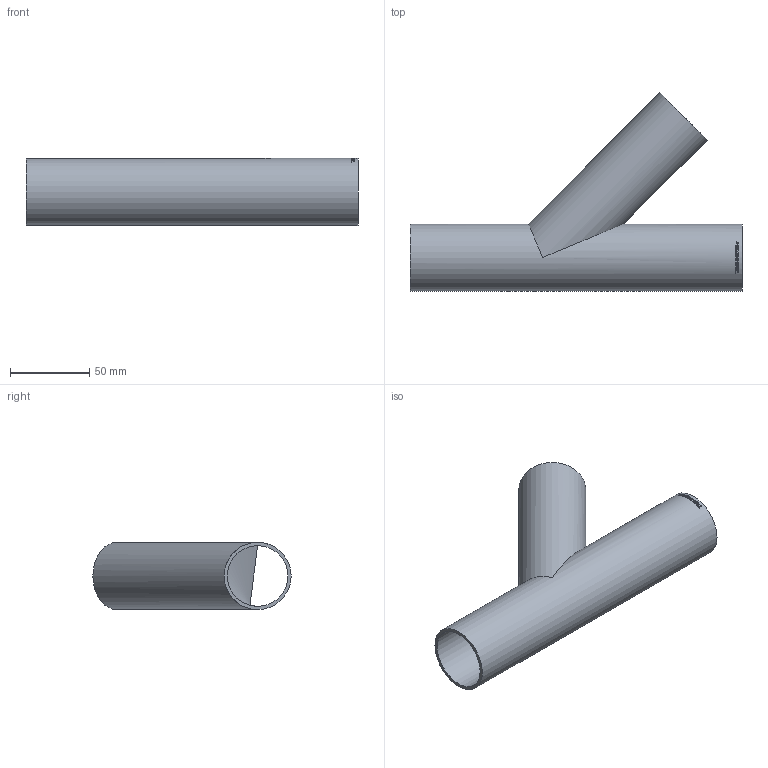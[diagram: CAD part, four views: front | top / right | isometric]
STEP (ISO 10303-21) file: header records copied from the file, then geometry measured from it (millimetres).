
FILE_DESCRIPTION (( 'STEP AP214' ), '1' );
FILE_NAME ('TR45-042X20-x T-Stück 45°geschweisst Ø42,4 L210 1911.STEP', '2019-11-15T08:54:22', ( '' ), ( '' ), 'SwSTEP 2.0', 'SolidWorks 2016', '' );
FILE_SCHEMA (( 'AUTOMOTIVE_DESIGN' ));
Length unit declared in the file: millimetre
Products named in the file (1): TR45-042X20-x T-Stück 45°geschweisst Ø42,4 L210  1911
Bounding box: 210 x 125.41 x 42.4 mm (x, y, z)
Volume: 76093.2 mm3; surface area: 76846 mm2
Topology: 1 solids, 1 shells, 181 faces, 489 edges, 326 vertices
Faces by surface type: bspline 90, plane 69, cylinder 22
Full cylindrical faces by diameter (mm): 38.4 x2, 42.4 x2
Entity records: 14886 total; most frequent: CARTESIAN_POINT 9247, ORIENTED_EDGE 956, EDGE_CURVE 478, DIRECTION 456, VERTEX_POINT 322, B_SPLINE_CURVE_WITH_KNOTS 288, EDGE_LOOP 208, FACE_OUTER_BOUND 185
